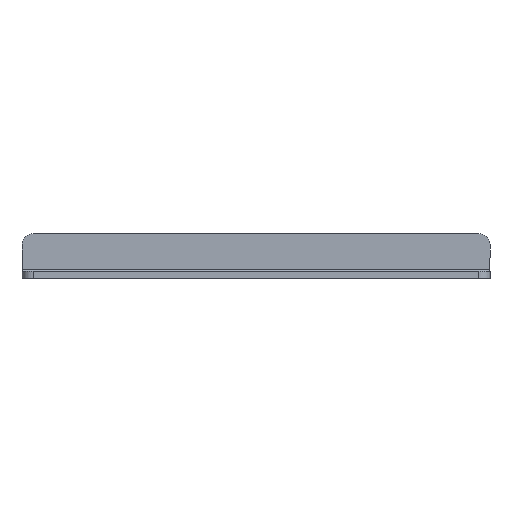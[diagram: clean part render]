
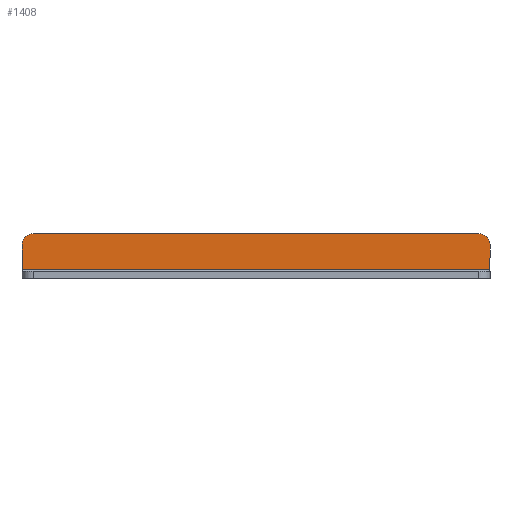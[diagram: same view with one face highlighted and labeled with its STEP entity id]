
A CAD part, front view. The second image highlights one B-rep face of the part: STEP entity #1408.
In plain terms, the highlighted planar face has unit normal (0, -1, 0).
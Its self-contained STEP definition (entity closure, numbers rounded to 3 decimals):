
#52 = VECTOR ( 'NONE', #669, 1000. ) ;
#54 = FACE_OUTER_BOUND ( 'NONE', #941, .T. ) ;
#57 = CARTESIAN_POINT ( 'NONE',  ( 135., 36.825, 11.825 ) ) ;
#165 = VERTEX_POINT ( 'NONE', #1230 ) ;
#172 = ORIENTED_EDGE ( 'NONE', *, *, #1599, .T. ) ;
#217 = ORIENTED_EDGE ( 'NONE', *, *, #496, .F. ) ;
#277 = CARTESIAN_POINT ( 'NONE',  ( 140., 36.825, 0.737 ) ) ;
#317 = EDGE_CURVE ( 'NONE', #165, #1484, #400, .T. ) ;
#373 = DIRECTION ( 'NONE',  ( 0., 0., -1. ) ) ;
#381 = CARTESIAN_POINT ( 'NONE',  ( 0., 36.825, 16.825 ) ) ;
#393 = AXIS2_PLACEMENT_3D ( 'NONE', #1678, #1229, #860 ) ;
#400 = LINE ( 'NONE', #759, #1583 ) ;
#428 = VECTOR ( 'NONE', #595, 1000. ) ;
#464 = PLANE ( 'NONE',  #393 ) ;
#483 = ORIENTED_EDGE ( 'NONE', *, *, #1177, .T. ) ;
#485 = LINE ( 'NONE', #1238, #428 ) ;
#496 = EDGE_CURVE ( 'NONE', #1311, #1484, #485, .T. ) ;
#512 = VECTOR ( 'NONE', #1698, 1000. ) ;
#555 = CARTESIAN_POINT ( 'NONE',  ( 140., 36.825, 11.825 ) ) ;
#558 = AXIS2_PLACEMENT_3D ( 'NONE', #760, #1694, #1589 ) ;
#579 = CARTESIAN_POINT ( 'NONE',  ( -70., 36.825, 0.737 ) ) ;
#595 = DIRECTION ( 'NONE',  ( -1., 0., 0. ) ) ;
#597 = CIRCLE ( 'NONE', #558, 5. ) ;
#669 = DIRECTION ( 'NONE',  ( 0., 0., 1. ) ) ;
#731 = EDGE_CURVE ( 'NONE', #939, #1382, #1112, .T. ) ;
#735 = EDGE_CURVE ( 'NONE', #1363, #939, #1081, .T. ) ;
#759 = CARTESIAN_POINT ( 'NONE',  ( -70., 36.825, 0. ) ) ;
#760 = CARTESIAN_POINT ( 'NONE',  ( -65., 36.825, 11.825 ) ) ;
#792 = ORIENTED_EDGE ( 'NONE', *, *, #735, .T. ) ;
#860 = DIRECTION ( 'NONE',  ( 0., 0., 1. ) ) ;
#881 = CARTESIAN_POINT ( 'NONE',  ( -65., 36.825, 16.825 ) ) ;
#939 = VERTEX_POINT ( 'NONE', #1035 ) ;
#941 = EDGE_LOOP ( 'NONE', ( #172, #792, #1609, #483, #1458, #217 ) ) ;
#1035 = CARTESIAN_POINT ( 'NONE',  ( 135., 36.825, 16.825 ) ) ;
#1081 = CIRCLE ( 'NONE', #1139, 5. ) ;
#1112 = LINE ( 'NONE', #381, #512 ) ;
#1139 = AXIS2_PLACEMENT_3D ( 'NONE', #57, #1565, #1689 ) ;
#1177 = EDGE_CURVE ( 'NONE', #1382, #165, #597, .T. ) ;
#1229 = DIRECTION ( 'NONE',  ( 0., 1., 0. ) ) ;
#1230 = CARTESIAN_POINT ( 'NONE',  ( -70., 36.825, 11.825 ) ) ;
#1238 = CARTESIAN_POINT ( 'NONE',  ( 140., 36.825, 0.737 ) ) ;
#1292 = LINE ( 'NONE', #1387, #52 ) ;
#1311 = VERTEX_POINT ( 'NONE', #277 ) ;
#1363 = VERTEX_POINT ( 'NONE', #555 ) ;
#1382 = VERTEX_POINT ( 'NONE', #881 ) ;
#1387 = CARTESIAN_POINT ( 'NONE',  ( 140., 36.825, 0. ) ) ;
#1408 = ADVANCED_FACE ( 'NONE', ( #54 ), #464, .F. ) ;
#1458 = ORIENTED_EDGE ( 'NONE', *, *, #317, .T. ) ;
#1484 = VERTEX_POINT ( 'NONE', #579 ) ;
#1565 = DIRECTION ( 'NONE',  ( 0., -1., 0. ) ) ;
#1583 = VECTOR ( 'NONE', #373, 1000. ) ;
#1589 = DIRECTION ( 'NONE',  ( 0., 0., 1. ) ) ;
#1599 = EDGE_CURVE ( 'NONE', #1311, #1363, #1292, .T. ) ;
#1609 = ORIENTED_EDGE ( 'NONE', *, *, #731, .T. ) ;
#1678 = CARTESIAN_POINT ( 'NONE',  ( 0., 36.825, 0. ) ) ;
#1689 = DIRECTION ( 'NONE',  ( 0., 0., 1. ) ) ;
#1694 = DIRECTION ( 'NONE',  ( 0., -1., 0. ) ) ;
#1698 = DIRECTION ( 'NONE',  ( -1., 0., 0. ) ) ;
